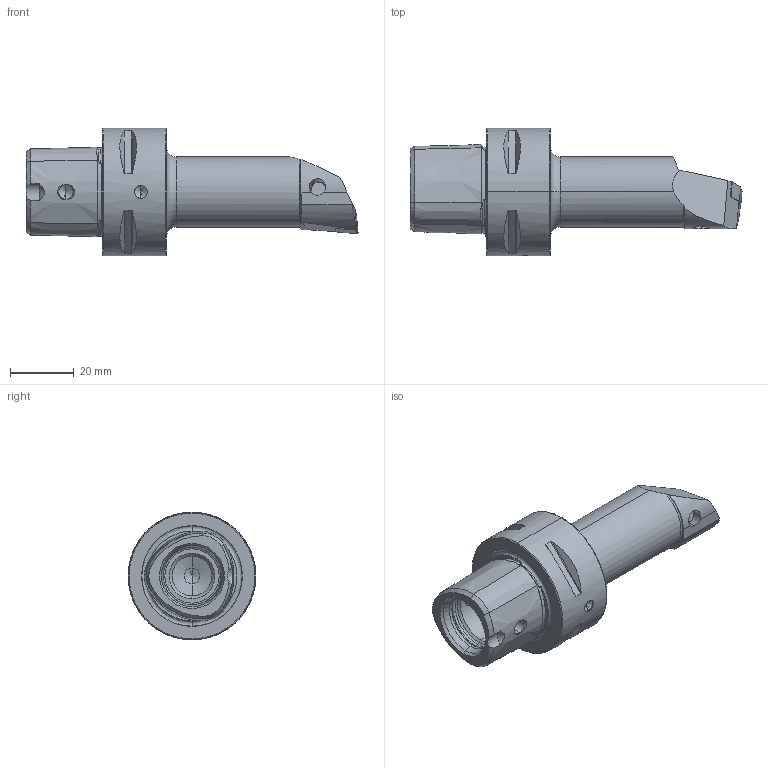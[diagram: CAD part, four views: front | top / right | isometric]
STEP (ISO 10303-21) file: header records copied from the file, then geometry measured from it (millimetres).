
FILE_DESCRIPTION (( 'STEP AP214' ), '1' );
FILE_NAME ('PS4.PWD.RLX.080.STEP', '2024-08-22T13:44:39', ( '' ), ( '' ), 'SwSTEP 2.0', 'SolidWorks 2022', '' );
FILE_SCHEMA (( 'AUTOMOTIVE_DESIGN' ));
Length unit declared in the file: millimetre
Products named in the file (4): WNMG060404; 259140; PS4-PWD.RLX.080_A; PS4.PWD.RLX.080
Assembly tree (3 placements, depth 2):
  PS4.PWD.RLX.080
    PS4-PWD.RLX.080_A
    WNMG060404
    259140
Bounding box: 104.01 x 40 x 40 mm (x, y, z)
Volume: 49924 mm3; surface area: 14130.7 mm2
Topology: 3 solids, 3 shells, 314 faces, 788 edges, 470 vertices
Faces by surface type: cone 93, plane 84, cylinder 62, torus 39, bspline 36
Entity records: 10541 total; most frequent: CARTESIAN_POINT 3416, ORIENTED_EDGE 1540, DIRECTION 1352, EDGE_CURVE 770, AXIS2_PLACEMENT_3D 530, VERTEX_POINT 470, EDGE_LOOP 330, FACE_OUTER_BOUND 314
